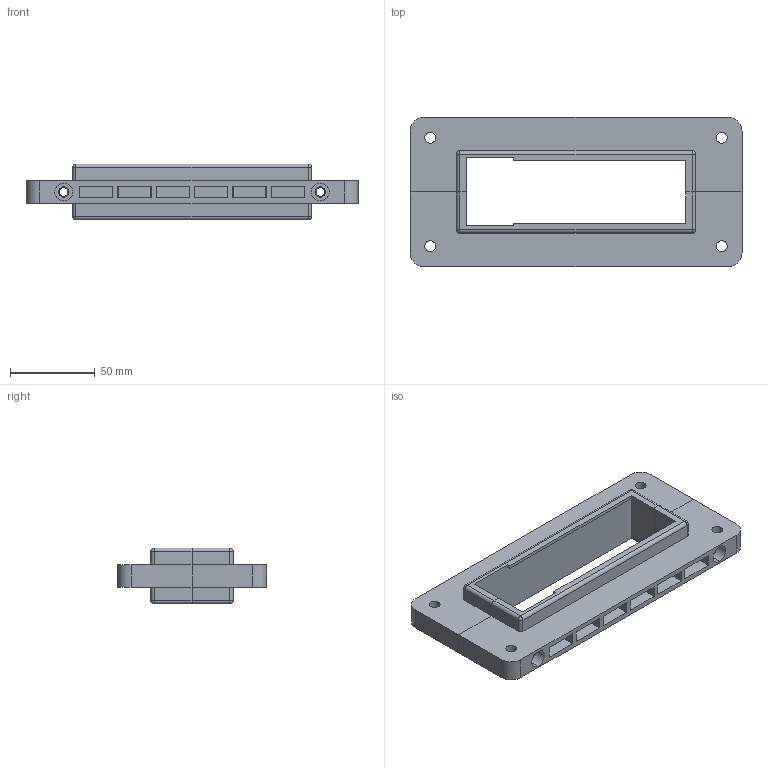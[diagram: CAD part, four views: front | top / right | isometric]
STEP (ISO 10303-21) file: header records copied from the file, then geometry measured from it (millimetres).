
FILE_DESCRIPTION(/* description */ (''),/* implementation_level */ '2;1');
FILE_NAME(/* name */ 'RFCS_10.stp',/* time_stamp */ '2021-01-04T17:34:24+05:00',/* author */ (''),/* organization */ (''),/* preprocessor_version */ 'ST-DEVELOPER v16',/* originating_system */ 'SIEMENS PLM Software NX 10.0',/* authorisation */ '');
FILE_SCHEMA (('AP203_CONFIGURATION_CONTROLLED_3D_DESIGN_OF_MECHANICAL_PARTS_AND_ASSEMBLIES_MIM_LF { 1 0 10303 403 2 1 2}'));
Length unit declared in the file: millimetre
Products named in the file (1): Gurp30F897E4es4q
Bounding box: 196 x 88 x 33 mm (x, y, z)
Volume: 143653.8 mm3; surface area: 69234.3 mm2
Topology: 2 solids, 2 shells, 178 faces, 440 edges, 284 vertices
Faces by surface type: plane 120, cylinder 50, sphere 8
Full cylindrical faces by diameter (mm): 5.1 x2
Entity records: 5324 total; most frequent: CARTESIAN_POINT 925, DIRECTION 880, ORIENTED_EDGE 876, EDGE_CURVE 438, LINE 338, VECTOR 338, VERTEX_POINT 284, AXIS2_PLACEMENT_3D 271
